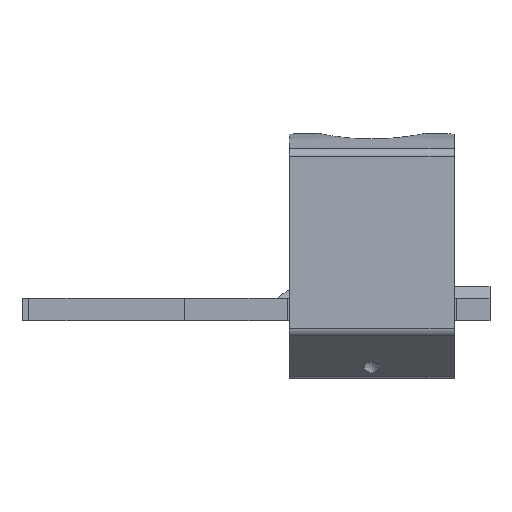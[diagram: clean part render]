
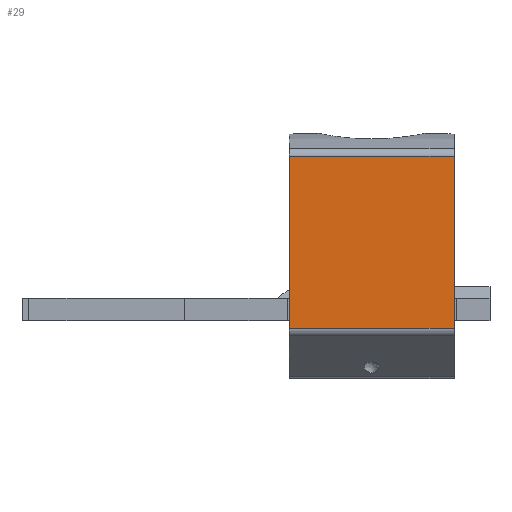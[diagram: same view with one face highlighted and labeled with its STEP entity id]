
A CAD part, top view. The second image highlights one B-rep face of the part: STEP entity #29.
In plain terms, the highlighted planar face has unit normal (0, 0, 1).
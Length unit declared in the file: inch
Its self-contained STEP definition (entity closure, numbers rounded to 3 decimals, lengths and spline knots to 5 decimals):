
#15 = VERTEX_POINT ( 'NONE', #2402 ) ;
#29 = ADVANCED_FACE ( 'NONE', ( #173 ), #2924, .T. ) ;
#31 = LINE ( 'NONE', #3341, #2808 ) ;
#173 = FACE_OUTER_BOUND ( 'NONE', #3354, .T. ) ;
#286 = CARTESIAN_POINT ( 'NONE',  ( 0.20628, 0.9183, 0.10746 ) ) ;
#356 = CARTESIAN_POINT ( 'NONE',  ( -0.40372, 1.55456, 0.10746 ) ) ;
#425 = LINE ( 'NONE', #2050, #2761 ) ;
#602 = LINE ( 'NONE', #930, #3436 ) ;
#903 = DIRECTION ( 'NONE',  ( 1., 0., 0. ) ) ;
#930 = CARTESIAN_POINT ( 'NONE',  ( -0.40372, 1.21505, 0.10746 ) ) ;
#1280 = DIRECTION ( 'NONE',  ( 0., -1., 0. ) ) ;
#1281 = DIRECTION ( 'NONE',  ( 0., -1., 0. ) ) ;
#1325 = VECTOR ( 'NONE', #903, 39.37008 ) ;
#1405 = ORIENTED_EDGE ( 'NONE', *, *, #2186, .T. ) ;
#1451 = CARTESIAN_POINT ( 'NONE',  ( -0.40372, 0.9183, 0.10746 ) ) ;
#1593 = VERTEX_POINT ( 'NONE', #2685 ) ;
#1772 = DIRECTION ( 'NONE',  ( -1., 0., 0. ) ) ;
#1972 = AXIS2_PLACEMENT_3D ( 'NONE', #2737, #3026, #1281 ) ;
#2050 = CARTESIAN_POINT ( 'NONE',  ( -0.40372, 1.55456, 0.10746 ) ) ;
#2186 = EDGE_CURVE ( 'NONE', #2359, #15, #602, .T. ) ;
#2187 = EDGE_CURVE ( 'NONE', #15, #2921, #2974, .T. ) ;
#2199 = EDGE_CURVE ( 'NONE', #1593, #2359, #425, .T. ) ;
#2319 = ORIENTED_EDGE ( 'NONE', *, *, #2199, .T. ) ;
#2345 = EDGE_CURVE ( 'NONE', #1593, #2921, #31, .T. ) ;
#2359 = VERTEX_POINT ( 'NONE', #356 ) ;
#2402 = CARTESIAN_POINT ( 'NONE',  ( -0.40372, 0.9183, 0.10746 ) ) ;
#2685 = CARTESIAN_POINT ( 'NONE',  ( 0.20628, 1.55456, 0.10746 ) ) ;
#2737 = CARTESIAN_POINT ( 'NONE',  ( -0.40372, 0.9183, 0.10746 ) ) ;
#2761 = VECTOR ( 'NONE', #1772, 39.37008 ) ;
#2808 = VECTOR ( 'NONE', #3097, 39.37008 ) ;
#2921 = VERTEX_POINT ( 'NONE', #286 ) ;
#2924 = PLANE ( 'NONE',  #1972 ) ;
#2974 = LINE ( 'NONE', #1451, #1325 ) ;
#3026 = DIRECTION ( 'NONE',  ( 0., 0., 1. ) ) ;
#3097 = DIRECTION ( 'NONE',  ( 0., -1., 0. ) ) ;
#3165 = ORIENTED_EDGE ( 'NONE', *, *, #2345, .F. ) ;
#3341 = CARTESIAN_POINT ( 'NONE',  ( 0.20628, 1.21505, 0.10746 ) ) ;
#3354 = EDGE_LOOP ( 'NONE', ( #3165, #2319, #1405, #3374 ) ) ;
#3374 = ORIENTED_EDGE ( 'NONE', *, *, #2187, .T. ) ;
#3436 = VECTOR ( 'NONE', #1280, 39.37008 ) ;
